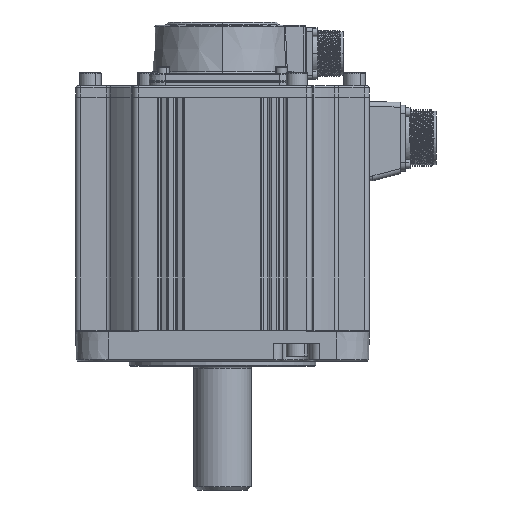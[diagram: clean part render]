
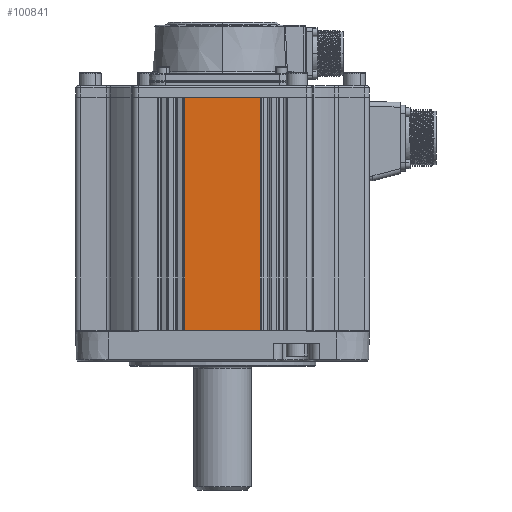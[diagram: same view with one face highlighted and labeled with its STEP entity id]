
A CAD part, left-side view. The second image highlights one B-rep face of the part: STEP entity #100841.
In plain terms, the highlighted planar face has unit normal (-1, 0, 0).
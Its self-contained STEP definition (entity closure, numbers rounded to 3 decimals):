
#9495 = DIRECTION ( 'NONE',  ( 0., 0., 1. ) ) ;
#10062 = DIRECTION ( 'NONE',  ( 0., 0., 1. ) ) ;
#10967 = CARTESIAN_POINT ( 'NONE',  ( -90., -23.051, -142.8 ) ) ;
#18846 = CARTESIAN_POINT ( 'NONE',  ( -90., 23., 0. ) ) ;
#21916 = CARTESIAN_POINT ( 'NONE',  ( -90., -24., -142.8 ) ) ;
#23746 = VECTOR ( 'NONE', #75104, 1000. ) ;
#29313 = CARTESIAN_POINT ( 'NONE',  ( -90., -24., 0. ) ) ;
#30036 = LINE ( 'NONE', #29313, #23746 ) ;
#34483 = FACE_OUTER_BOUND ( 'NONE', #142371, .T. ) ;
#44258 = LINE ( 'NONE', #10967, #115788 ) ;
#44824 = PLANE ( 'NONE',  #107847 ) ;
#45709 = ORIENTED_EDGE ( 'NONE', *, *, #126959, .T. ) ;
#49746 = DIRECTION ( 'NONE',  ( 0., -1., 0. ) ) ;
#50235 = EDGE_CURVE ( 'NONE', #112018, #111408, #75852, .T. ) ;
#50361 = ORIENTED_EDGE ( 'NONE', *, *, #96054, .T. ) ;
#52363 = CARTESIAN_POINT ( 'NONE',  ( -90., -23.051, 0. ) ) ;
#52961 = CARTESIAN_POINT ( 'NONE',  ( -90., 23., -142.8 ) ) ;
#53869 = ORIENTED_EDGE ( 'NONE', *, *, #50235, .T. ) ;
#54164 = VECTOR ( 'NONE', #49746, 1000. ) ;
#67069 = CARTESIAN_POINT ( 'NONE',  ( -90., -23.051, -142.8 ) ) ;
#67200 = EDGE_CURVE ( 'NONE', #112018, #109938, #30036, .T. ) ;
#75104 = DIRECTION ( 'NONE',  ( 0., -1., 0. ) ) ;
#75110 = VERTEX_POINT ( 'NONE', #67069 ) ;
#75852 = LINE ( 'NONE', #52961, #79775 ) ;
#79775 = VECTOR ( 'NONE', #122292, 1000. ) ;
#87695 = DIRECTION ( 'NONE',  ( -1., 0., 0. ) ) ;
#94819 = CARTESIAN_POINT ( 'NONE',  ( -90., -24., -142.8 ) ) ;
#96054 = EDGE_CURVE ( 'NONE', #111408, #75110, #137684, .T. ) ;
#100841 = ADVANCED_FACE ( 'NONE', ( #34483 ), #44824, .T. ) ;
#107847 = AXIS2_PLACEMENT_3D ( 'NONE', #21916, #87695, #10062 ) ;
#109938 = VERTEX_POINT ( 'NONE', #52363 ) ;
#110202 = ORIENTED_EDGE ( 'NONE', *, *, #67200, .F. ) ;
#111408 = VERTEX_POINT ( 'NONE', #135864 ) ;
#112018 = VERTEX_POINT ( 'NONE', #18846 ) ;
#115788 = VECTOR ( 'NONE', #9495, 1000. ) ;
#122292 = DIRECTION ( 'NONE',  ( 0., 0., -1. ) ) ;
#126959 = EDGE_CURVE ( 'NONE', #75110, #109938, #44258, .T. ) ;
#135864 = CARTESIAN_POINT ( 'NONE',  ( -90., 23., -142.8 ) ) ;
#137684 = LINE ( 'NONE', #94819, #54164 ) ;
#142371 = EDGE_LOOP ( 'NONE', ( #50361, #45709, #110202, #53869 ) ) ;
